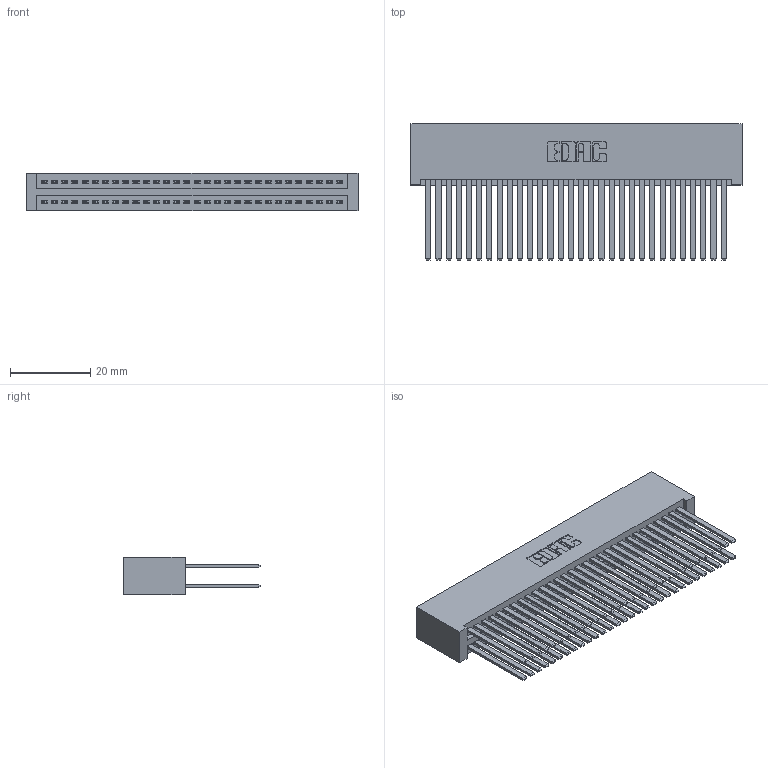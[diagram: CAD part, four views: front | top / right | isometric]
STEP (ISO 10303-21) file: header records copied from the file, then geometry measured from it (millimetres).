
FILE_DESCRIPTION (( 'STEP AP203' ), '1' );
FILE_NAME ('395-060-544-201.STEP', '2018-11-23T15:34:52', ( '' ), ( '' ), 'SwSTEP 2.0', 'SolidWorks 2016', '' );
FILE_SCHEMA (( 'CONFIG_CONTROL_DESIGN' ));
Length unit declared in the file: inch
Products named in the file (3): 395-060-544-201; 345 Part_No Mounting Lugs; 345-292-001_345-293-144
Assembly tree (61 placements, depth 2):
  395-060-544-201
    345 Part_No Mounting Lugs
    345-292-001_345-293-144  x60
Bounding box: 82.8 x 33.96 x 9.4 mm (x, y, z)
Volume: 9389.3 mm3; surface area: 16414.9 mm2
Topology: 61 solids, 61 shells, 2758 faces, 8177 edges, 5370 vertices
Faces by surface type: plane 1816, cylinder 942
Entity records: 24693 total; most frequent: CARTESIAN_POINT 4148, ORIENTED_EDGE 4082, DIRECTION 3665, EDGE_CURVE 2041, VECTOR 1801, LINE 1801, VERTEX_POINT 1358, AXIS2_PLACEMENT_3D 932
